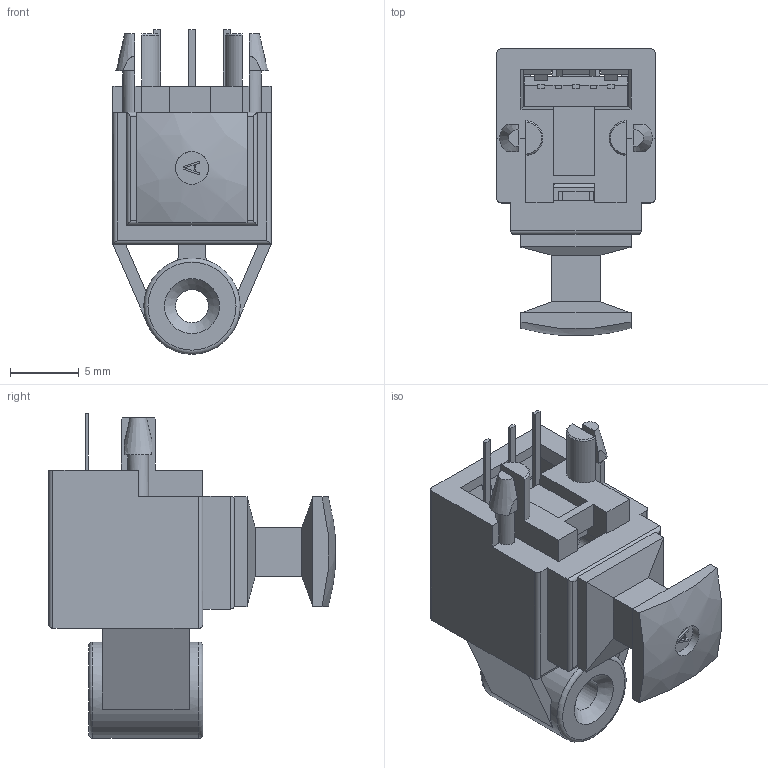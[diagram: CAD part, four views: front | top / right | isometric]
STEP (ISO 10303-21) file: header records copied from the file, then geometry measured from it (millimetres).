
FILE_DESCRIPTION(/* description */ (''),/* implementation_level */ '2;1');
FILE_NAME(/* name */ 'FCR6842031T OTJ1.stp',/* time_stamp */ '2017-05-09T08:56:18+01:00',/* author */ ('tottley'),/* organization */ (''),/* preprocessor_version */ 'ST-DEVELOPER v16.1',/* originating_system */ 'Autodesk Inventor 2016',/* authorisation */ '');
FILE_SCHEMA (('AUTOMOTIVE_DESIGN { 1 0 10303 214 3 1 1 }'));
Length unit declared in the file: millimetre
Products named in the file (1): Part1
Bounding box: 11.5 x 20.82 x 23.6 mm (x, y, z)
Volume: 1857.9 mm3; surface area: 2509.1 mm2
Topology: 1 solids, 1 shells, 335 faces, 934 edges, 594 vertices
Faces by surface type: plane 283, cylinder 39, cone 8, torus 3, bspline 2
Full cylindrical faces by diameter (mm): 1.9 x1, 2.4 x3, 2.52 x2, 7 x1
Entity records: 10901 total; most frequent: CARTESIAN_POINT 2009, ORIENTED_EDGE 1832, DIRECTION 1672, EDGE_CURVE 916, LINE 792, VECTOR 792, VERTEX_POINT 589, AXIS2_PLACEMENT_3D 440
